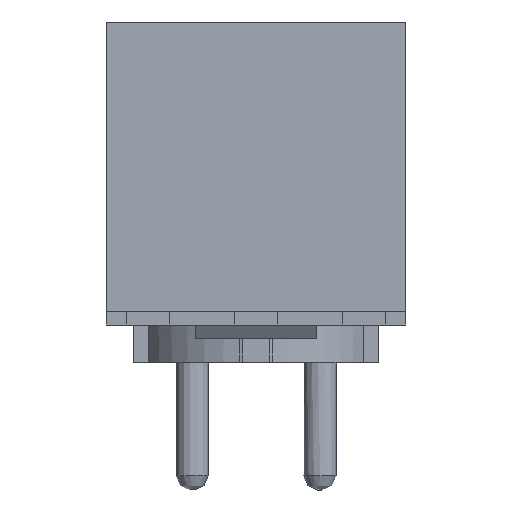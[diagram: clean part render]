
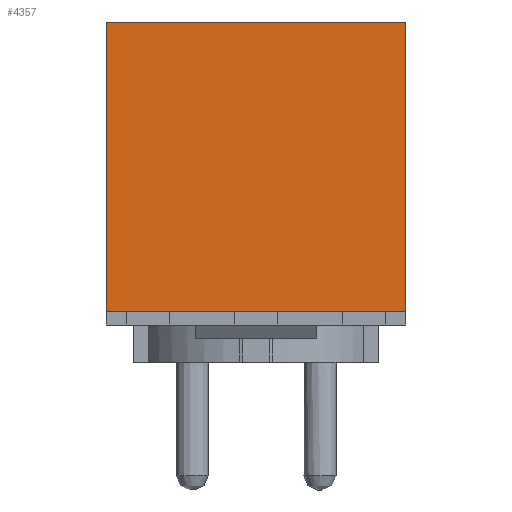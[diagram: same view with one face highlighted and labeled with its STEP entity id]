
A CAD part, left-side view. The second image highlights one B-rep face of the part: STEP entity #4357.
In plain terms, the highlighted planar face has unit normal (-1, 0, 0).
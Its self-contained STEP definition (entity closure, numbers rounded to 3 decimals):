
#323 = DIRECTION ( 'NONE',  ( 0., -1., 0. ) ) ;
#349 = LINE ( 'NONE', #2008, #8930 ) ;
#494 = EDGE_LOOP ( 'NONE', ( #2703, #1654, #530, #7869 ) ) ;
#530 = ORIENTED_EDGE ( 'NONE', *, *, #10658, .F. ) ;
#1196 = DIRECTION ( 'NONE',  ( 0., 0., -1. ) ) ;
#1654 = ORIENTED_EDGE ( 'NONE', *, *, #10646, .F. ) ;
#1739 = PLANE ( 'NONE',  #4523 ) ;
#2008 = CARTESIAN_POINT ( 'NONE',  ( -221., 22.225, 45. ) ) ;
#2703 = ORIENTED_EDGE ( 'NONE', *, *, #10622, .T. ) ;
#2755 = DIRECTION ( 'NONE',  ( 1., 0., 0. ) ) ;
#2970 = VERTEX_POINT ( 'NONE', #8051 ) ;
#3336 = VECTOR ( 'NONE', #8575, 1000. ) ;
#3603 = LINE ( 'NONE', #7702, #3336 ) ;
#3641 = DIRECTION ( 'NONE',  ( 0., 0., -1. ) ) ;
#4357 = ADVANCED_FACE ( 'NONE', ( #8503 ), #1739, .F. ) ;
#4523 = AXIS2_PLACEMENT_3D ( 'NONE', #7695, #2755, #8570 ) ;
#5249 = CARTESIAN_POINT ( 'NONE',  ( -221., -22.225, 45. ) ) ;
#5387 = VERTEX_POINT ( 'NONE', #10434 ) ;
#5744 = VERTEX_POINT ( 'NONE', #5956 ) ;
#5876 = VERTEX_POINT ( 'NONE', #9350 ) ;
#5956 = CARTESIAN_POINT ( 'NONE',  ( -221., 22.225, 45. ) ) ;
#6945 = CARTESIAN_POINT ( 'NONE',  ( -221., 22.225, 45. ) ) ;
#6953 = VECTOR ( 'NONE', #323, 1000. ) ;
#7220 = LINE ( 'NONE', #6945, #6953 ) ;
#7695 = CARTESIAN_POINT ( 'NONE',  ( -221., 22.225, 45. ) ) ;
#7702 = CARTESIAN_POINT ( 'NONE',  ( -221., 22.225, 2. ) ) ;
#7869 = ORIENTED_EDGE ( 'NONE', *, *, #10674, .T. ) ;
#8051 = CARTESIAN_POINT ( 'NONE',  ( -221., -22.225, 45. ) ) ;
#8503 = FACE_OUTER_BOUND ( 'NONE', #494, .T. ) ;
#8570 = DIRECTION ( 'NONE',  ( 0., 0., -1. ) ) ;
#8575 = DIRECTION ( 'NONE',  ( 0., -1., 0. ) ) ;
#8930 = VECTOR ( 'NONE', #1196, 1000. ) ;
#9350 = CARTESIAN_POINT ( 'NONE',  ( -221., -22.225, 2. ) ) ;
#9435 = VECTOR ( 'NONE', #3641, 1000. ) ;
#9705 = LINE ( 'NONE', #5249, #9435 ) ;
#10434 = CARTESIAN_POINT ( 'NONE',  ( -221., 22.225, 2. ) ) ;
#10622 = EDGE_CURVE ( 'NONE', #5387, #5876, #3603, .T. ) ;
#10646 = EDGE_CURVE ( 'NONE', #2970, #5876, #9705, .T. ) ;
#10658 = EDGE_CURVE ( 'NONE', #5744, #2970, #7220, .T. ) ;
#10674 = EDGE_CURVE ( 'NONE', #5744, #5387, #349, .T. ) ;
